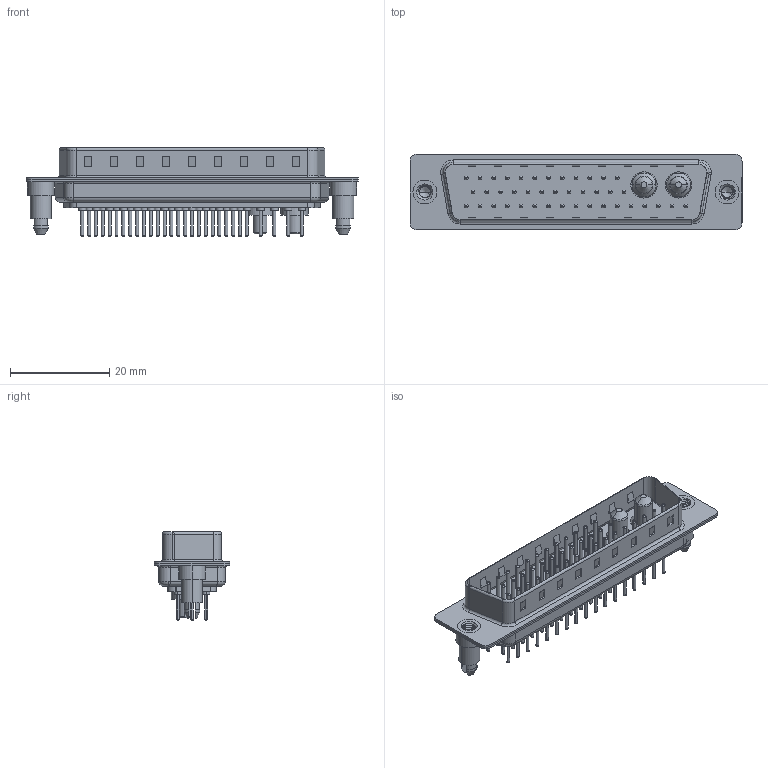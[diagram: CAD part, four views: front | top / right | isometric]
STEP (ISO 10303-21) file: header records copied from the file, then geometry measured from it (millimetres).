
FILE_DESCRIPTION (( 'STEP AP203' ), '1' );
FILE_NAME ('627-43W2624-2TD.STEP', '2019-06-20T03:57:09', ( '' ), ( '' ), 'SwSTEP 2.0', 'SolidWorks 2016', '' );
FILE_SCHEMA (( 'CONFIG_CONTROL_DESIGN' ));
Length unit declared in the file: millimetre
Products named in the file (10): 627-43W2624-2TD; 627Combo Shell Rear_50 Contacts; 627Combo Shell Front_50 Contacts; 627Combo Threaded Boardlock_D; Power Pin_20A S; 627Combo Threaded Boardlock_5; 627Combo Contact Row 1_24; 627Combo Contact Row 2_24; 627Combo Contact Row 3_24; 627Combo Housing_43W2
Assembly tree (48 placements, depth 2):
  627-43W2624-2TD
    627Combo Housing_43W2
    627Combo Shell Rear_50 Contacts
    627Combo Shell Front_50 Contacts
    627Combo Threaded Boardlock_D
    Power Pin_20A S  x2
    627Combo Threaded Boardlock_5
    627Combo Contact Row 1_24  x12
    627Combo Contact Row 2_24  x12
    627Combo Contact Row 3_24  x17
Bounding box: 67 x 15.3 x 17.9 mm (x, y, z)
Volume: 4798.6 mm3; surface area: 11072.3 mm2
Topology: 50 solids, 50 shells, 2067 faces, 4413 edges, 2672 vertices
Faces by surface type: cylinder 793, torus 710, plane 526, cone 27, bspline 11
Entity records: 33289 total; most frequent: CARTESIAN_POINT 8683, DIRECTION 5050, ORIENTED_EDGE 4412, EDGE_CURVE 2206, AXIS2_PLACEMENT_3D 2013, VERTEX_POINT 1412, EDGE_LOOP 1180, CIRCLE 1041
